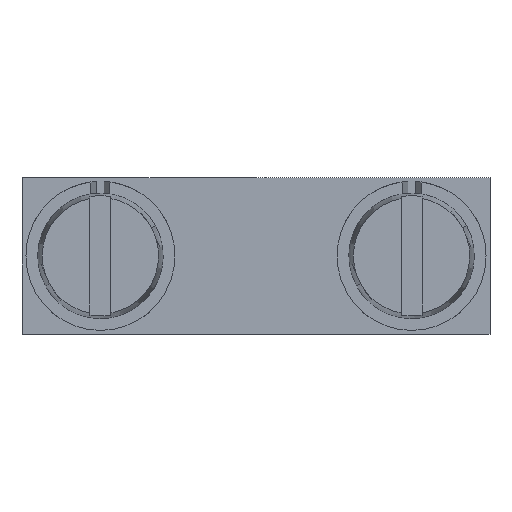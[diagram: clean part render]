
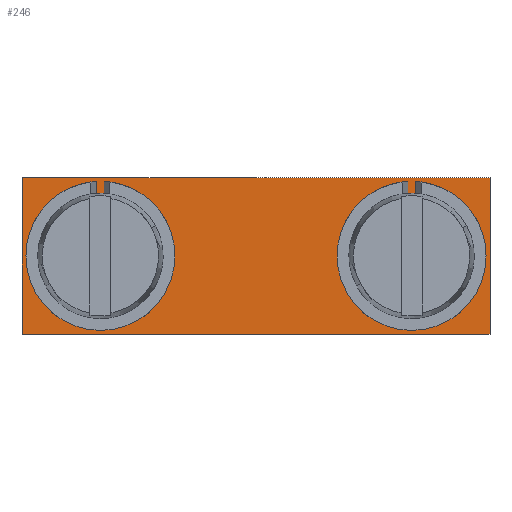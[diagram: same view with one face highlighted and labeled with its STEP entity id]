
A CAD part, top view. The second image highlights one B-rep face of the part: STEP entity #246.
In plain terms, the highlighted planar face has unit normal (0, 0, 1).
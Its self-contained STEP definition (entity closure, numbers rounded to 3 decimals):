
#39=AXIS2_PLACEMENT_3D('Circle Axis2P3D',#37,#38,$) ;
#74=AXIS2_PLACEMENT_3D('Circle Axis2P3D',#72,#73,$) ;
#216=AXIS2_PLACEMENT_3D('Plane Axis2P3D',#213,#214,#215) ;
#226=AXIS2_PLACEMENT_3D('Circle Axis2P3D',#224,#225,$) ;
#235=AXIS2_PLACEMENT_3D('Circle Axis2P3D',#233,#234,$) ;
#37=CARTESIAN_POINT('Axis2P3D Location',(3.,3.,19.3)) ;
#41=CARTESIAN_POINT('Vertex',(4.492,2.185,19.3)) ;
#43=CARTESIAN_POINT('Vertex',(1.508,3.815,19.3)) ;
#72=CARTESIAN_POINT('Axis2P3D Location',(3.,3.,19.3)) ;
#100=CARTESIAN_POINT('Vertex',(0.,6.,19.3)) ;
#114=CARTESIAN_POINT('Vertex',(0.,0.,19.3)) ;
#117=CARTESIAN_POINT('Line Origine',(0.,3.,19.3)) ;
#140=CARTESIAN_POINT('Vertex',(17.9,6.,19.3)) ;
#148=CARTESIAN_POINT('Line Origine',(8.95,6.,19.3)) ;
#171=CARTESIAN_POINT('Vertex',(17.9,0.,19.3)) ;
#179=CARTESIAN_POINT('Line Origine',(17.9,3.,19.3)) ;
#201=CARTESIAN_POINT('Line Origine',(8.95,0.,19.3)) ;
#213=CARTESIAN_POINT('Axis2P3D Location',(0.,0.,19.3)) ;
#224=CARTESIAN_POINT('Axis2P3D Location',(14.9,3.,19.3)) ;
#228=CARTESIAN_POINT('Vertex',(16.392,2.185,19.3)) ;
#230=CARTESIAN_POINT('Vertex',(13.408,3.815,19.3)) ;
#233=CARTESIAN_POINT('Axis2P3D Location',(14.9,3.,19.3)) ;
#38=DIRECTION('Axis2P3D Direction',(0.,0.,-1.)) ;
#73=DIRECTION('Axis2P3D Direction',(0.,0.,-1.)) ;
#118=DIRECTION('Vector Direction',(0.,-1.,0.)) ;
#149=DIRECTION('Vector Direction',(-1.,0.,0.)) ;
#180=DIRECTION('Vector Direction',(0.,1.,0.)) ;
#202=DIRECTION('Vector Direction',(1.,0.,0.)) ;
#214=DIRECTION('Axis2P3D Direction',(0.,0.,1.)) ;
#215=DIRECTION('Axis2P3D XDirection',(1.,0.,0.)) ;
#225=DIRECTION('Axis2P3D Direction',(0.,0.,1.)) ;
#234=DIRECTION('Axis2P3D Direction',(0.,0.,1.)) ;
#119=VECTOR('Line Direction',#118,1.) ;
#150=VECTOR('Line Direction',#149,1.) ;
#181=VECTOR('Line Direction',#180,1.) ;
#203=VECTOR('Line Direction',#202,1.) ;
#219=ORIENTED_EDGE('',*,*,#205,.T.) ;
#220=ORIENTED_EDGE('',*,*,#183,.T.) ;
#221=ORIENTED_EDGE('',*,*,#152,.T.) ;
#222=ORIENTED_EDGE('',*,*,#121,.T.) ;
#239=ORIENTED_EDGE('',*,*,#232,.F.) ;
#240=ORIENTED_EDGE('',*,*,#237,.F.) ;
#243=ORIENTED_EDGE('',*,*,#76,.F.) ;
#244=ORIENTED_EDGE('',*,*,#45,.F.) ;
#241=FACE_BOUND('',#238,.T.) ;
#245=FACE_BOUND('',#242,.T.) ;
#246=ADVANCED_FACE('QL 2 SAK16.1\\K\X2\00F6\X0\rper.2',(#223,#241,#245),#217,.T.) ;
#40=CIRCLE('generated circle',#39,1.7) ;
#75=CIRCLE('generated circle',#74,1.7) ;
#227=CIRCLE('generated circle',#226,1.7) ;
#236=CIRCLE('generated circle',#235,1.7) ;
#45=EDGE_CURVE('',#42,#44,#40,.F.) ;
#76=EDGE_CURVE('',#44,#42,#75,.F.) ;
#121=EDGE_CURVE('',#101,#115,#120,.T.) ;
#152=EDGE_CURVE('',#141,#101,#151,.T.) ;
#183=EDGE_CURVE('',#172,#141,#182,.T.) ;
#205=EDGE_CURVE('',#115,#172,#204,.T.) ;
#232=EDGE_CURVE('',#229,#231,#227,.T.) ;
#237=EDGE_CURVE('',#231,#229,#236,.T.) ;
#218=EDGE_LOOP('',(#219,#220,#221,#222)) ;
#238=EDGE_LOOP('',(#239,#240)) ;
#242=EDGE_LOOP('',(#243,#244)) ;
#223=FACE_OUTER_BOUND('',#218,.T.) ;
#120=LINE('Line',#117,#119) ;
#151=LINE('Line',#148,#150) ;
#182=LINE('Line',#179,#181) ;
#204=LINE('Line',#201,#203) ;
#217=PLANE('',#216) ;
#42=VERTEX_POINT('',#41) ;
#44=VERTEX_POINT('',#43) ;
#101=VERTEX_POINT('',#100) ;
#115=VERTEX_POINT('',#114) ;
#141=VERTEX_POINT('',#140) ;
#172=VERTEX_POINT('',#171) ;
#229=VERTEX_POINT('',#228) ;
#231=VERTEX_POINT('',#230) ;
